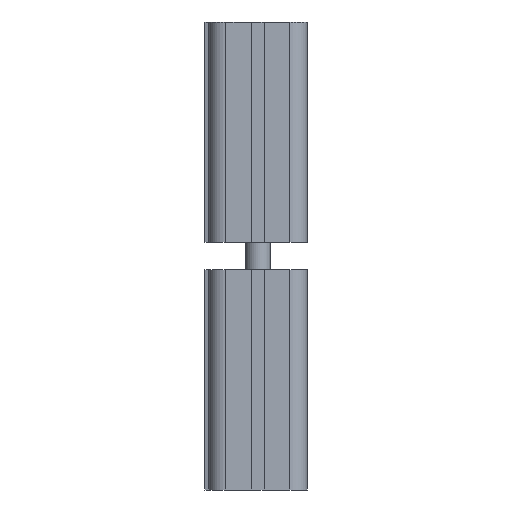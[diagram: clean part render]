
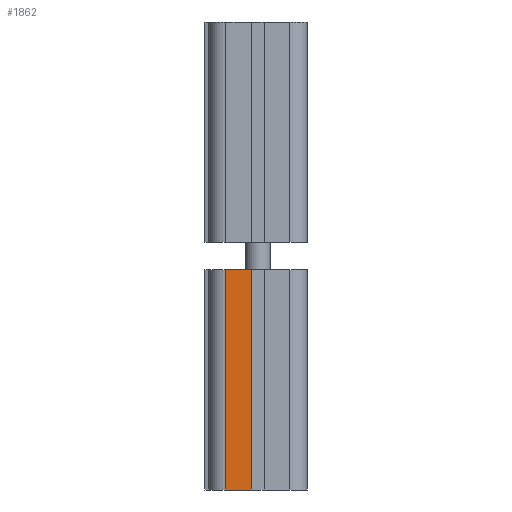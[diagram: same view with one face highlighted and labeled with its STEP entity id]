
A CAD part, left-side view. The second image highlights one B-rep face of the part: STEP entity #1862.
In plain terms, the highlighted planar face has unit normal (-1, 0, 0).
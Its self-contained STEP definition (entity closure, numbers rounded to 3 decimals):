
#55=LINE('',#2597,#155);
#59=LINE('',#2607,#159);
#60=LINE('',#2609,#160);
#61=LINE('',#2611,#161);
#155=VECTOR('',#2240,1000.);
#159=VECTOR('',#2250,1000.);
#160=VECTOR('',#2251,1000.);
#161=VECTOR('',#2252,1000.);
#265=PLANE('',#2002);
#390=ORIENTED_EDGE('',*,*,#660,.F.);
#391=ORIENTED_EDGE('',*,*,#665,.F.);
#392=ORIENTED_EDGE('',*,*,#666,.T.);
#393=ORIENTED_EDGE('',*,*,#667,.T.);
#660=EDGE_CURVE('',#810,#811,#55,.T.);
#665=EDGE_CURVE('',#814,#810,#59,.T.);
#666=EDGE_CURVE('',#814,#815,#60,.T.);
#667=EDGE_CURVE('',#815,#811,#61,.T.);
#810=VERTEX_POINT('',#2596);
#811=VERTEX_POINT('',#2598);
#814=VERTEX_POINT('',#2608);
#815=VERTEX_POINT('',#2610);
#1006=EDGE_LOOP('',(#390,#391,#392,#393));
#1136=FACE_BOUND('',#1006,.T.);
#1862=ADVANCED_FACE('',(#1136),#265,.T.);
#2002=AXIS2_PLACEMENT_3D('',#2606,#2248,#2249);
#2240=DIRECTION('',(0.,0.,1.));
#2248=DIRECTION('',(-1.,0.,0.));
#2249=DIRECTION('',(0.,0.,1.));
#2250=DIRECTION('',(0.,1.,0.));
#2251=DIRECTION('',(0.,0.,1.));
#2252=DIRECTION('',(0.,1.,0.));
#2596=CARTESIAN_POINT('',(-20.,13.,0.));
#2597=CARTESIAN_POINT('',(-20.,13.,13.));
#2598=CARTESIAN_POINT('',(-20.,13.,89.5));
#2606=CARTESIAN_POINT('',(-20.,2.6,0.));
#2607=CARTESIAN_POINT('',(-20.,2.6,0.));
#2608=CARTESIAN_POINT('',(-20.,2.6,0.));
#2609=CARTESIAN_POINT('',(-20.,2.6,13.));
#2610=CARTESIAN_POINT('',(-20.,2.6,89.5));
#2611=CARTESIAN_POINT('',(-20.,2.6,89.5));
